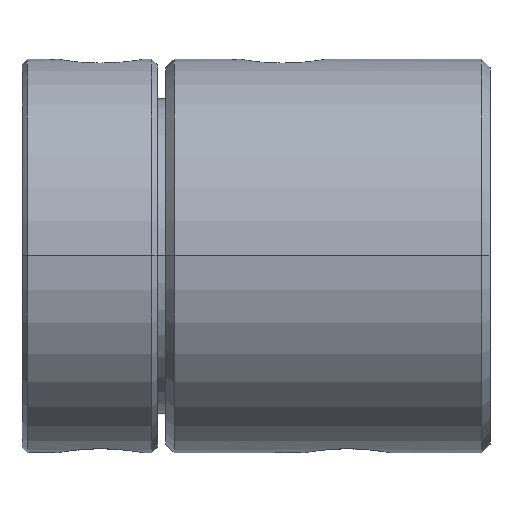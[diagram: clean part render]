
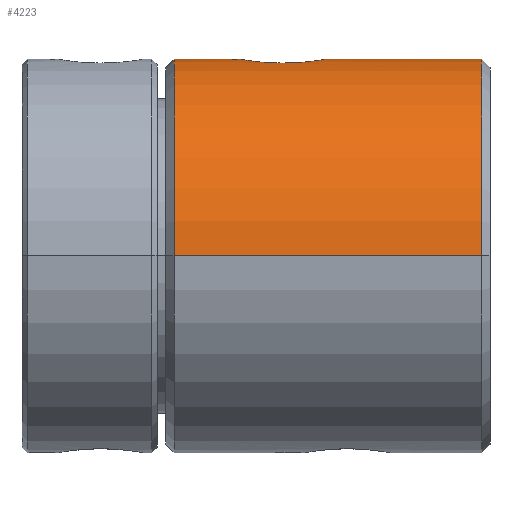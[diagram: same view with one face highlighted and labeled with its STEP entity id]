
A CAD part, top view. The second image highlights one B-rep face of the part: STEP entity #4223.
In plain terms, the highlighted cylindrical face has radius 27.775 mm (diameter 55.55 mm), a partial arc.
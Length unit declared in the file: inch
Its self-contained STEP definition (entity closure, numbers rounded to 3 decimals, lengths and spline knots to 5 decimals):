
#1056=CARTESIAN_POINT('',(2.551,0.,0.));
#1057=DIRECTION('',(-1.,0.,0.));
#1058=DIRECTION('',(0.,0.,1.));
#1059=AXIS2_PLACEMENT_3D('',#1056,#1057,#1058);
#1065=DIRECTION('',(1.,0.,0.));
#1066=VECTOR('',#1065,1.707);
#1067=CARTESIAN_POINT('',(0.844,0.,-1.0935));
#1068=LINE('',#1067,#1066);
#1069=CARTESIAN_POINT('',(1.448,1.07083,0.22152));
#1070=CARTESIAN_POINT('',(1.46611,1.07083,0.22152));
#1071=CARTESIAN_POINT('',(1.50132,1.07158,0.21794));
#1072=CARTESIAN_POINT('',(1.55232,1.07472,0.20213));
#1073=CARTESIAN_POINT('',(1.59777,1.07923,0.1769));
#1074=CARTESIAN_POINT('',(1.6356,1.08417,0.14407));
#1075=CARTESIAN_POINT('',(1.66423,1.0886,0.10593));
#1076=CARTESIAN_POINT('',(1.68319,1.09186,0.06461));
#1077=CARTESIAN_POINT('',(1.69258,1.09357,0.02172));
#1078=CARTESIAN_POINT('',(1.69259,1.09357,
-0.02166));
#1079=CARTESIAN_POINT('',(1.68321,1.09187,
-0.06457));
#1080=CARTESIAN_POINT('',(1.66425,1.08861,
-0.1059));
#1081=CARTESIAN_POINT('',(1.63561,1.08417,
-0.14405));
#1082=CARTESIAN_POINT('',(1.5978,1.07924,
-0.17688));
#1083=CARTESIAN_POINT('',(1.55235,1.07472,
-0.20212));
#1084=CARTESIAN_POINT('',(1.50135,1.07158,
-0.21794));
#1085=CARTESIAN_POINT('',(1.46613,1.07083,
-0.22152));
#1086=CARTESIAN_POINT('',(1.448,1.07083,-0.22152));
#1088=CARTESIAN_POINT('',(1.448,1.07083,-0.22152));
#1089=CARTESIAN_POINT('',(1.43004,1.07083,
-0.22152));
#1090=CARTESIAN_POINT('',(1.3949,1.07156,
-0.21805));
#1091=CARTESIAN_POINT('',(1.34253,1.0748,
-0.20175));
#1092=CARTESIAN_POINT('',(1.2965,1.07943,
-0.17573));
#1093=CARTESIAN_POINT('',(1.258,1.0845,
-0.14174));
#1094=CARTESIAN_POINT('',(1.2286,1.08913,
-0.10068));
#1095=CARTESIAN_POINT('',(1.21091,1.0922,
-0.05868));
#1096=CARTESIAN_POINT('',(1.20278,1.09369,
-0.01518));
#1097=CARTESIAN_POINT('',(1.20426,1.09341,0.02818));
#1098=CARTESIAN_POINT('',(1.21475,1.09152,0.06982));
#1099=CARTESIAN_POINT('',(1.23385,1.08826,0.10922));
#1100=CARTESIAN_POINT('',(1.26292,1.08381,0.14663));
#1101=CARTESIAN_POINT('',(1.29983,1.07906,0.17787));
#1102=CARTESIAN_POINT('',(1.34433,1.07468,0.20233));
#1103=CARTESIAN_POINT('',(1.39466,1.07158,0.21792));
#1104=CARTESIAN_POINT('',(1.42982,1.07083,0.22152));
#1105=CARTESIAN_POINT('',(1.448,1.07083,0.22152));
#1107=CARTESIAN_POINT('',(1.193,0.,0.));
#1108=DIRECTION('',(-1.,0.,0.));
#1109=DIRECTION('',(0.,0.996,0.091));
#1110=AXIS2_PLACEMENT_3D('',#1107,#1108,#1109);
#1112=DIRECTION('',(-1.,0.,0.));
#1113=VECTOR('',#1112,0.025);
#1114=CARTESIAN_POINT('',(1.193,1.08892,-0.1));
#1115=LINE('',#1114,#1113);
#1116=CARTESIAN_POINT('',(1.143,1.09124,
-0.07021));
#1117=CARTESIAN_POINT('',(1.15134,1.0906,
-0.08015));
#1118=CARTESIAN_POINT('',(1.15967,1.08983,
-0.09008));
#1119=CARTESIAN_POINT('',(1.168,1.08892,-0.1));
#1121=CARTESIAN_POINT('',(1.143,0.,0.));
#1122=DIRECTION('',(-1.,0.,0.));
#1123=DIRECTION('',(0.,0.999,-0.033));
#1124=AXIS2_PLACEMENT_3D('',#1121,#1122,#1123);
#1126=CARTESIAN_POINT('',(1.143,1.0929,
-0.03617));
#1127=CARTESIAN_POINT('',(1.15134,1.09257,
-0.0461));
#1128=CARTESIAN_POINT('',(1.15967,1.09211,
-0.05603));
#1129=CARTESIAN_POINT('',(1.168,1.09151,
-0.06596));
#1131=CARTESIAN_POINT('',(1.168,0.,0.));
#1132=DIRECTION('',(1.,0.,0.));
#1133=DIRECTION('',(0.,0.998,-0.06));
#1134=AXIS2_PLACEMENT_3D('',#1131,#1132,#1133);
#1136=DIRECTION('',(-1.,0.,0.));
#1137=VECTOR('',#1136,0.025);
#1138=CARTESIAN_POINT('',(1.193,1.08892,0.1));
#1139=LINE('',#1138,#1137);
#1140=DIRECTION('',(1.,0.,0.));
#1141=VECTOR('',#1140,1.707);
#1142=CARTESIAN_POINT('',(0.844,0.,1.0935));
#1143=LINE('',#1142,#1141);
#1340=CARTESIAN_POINT('',(0.844,0.,0.));
#1341=DIRECTION('',(1.,0.,0.));
#1342=DIRECTION('',(0.,0.,-1.));
#1343=AXIS2_PLACEMENT_3D('',#1340,#1341,#1342);
#2717=CARTESIAN_POINT('',(2.551,0.,1.0935));
#2718=CARTESIAN_POINT('',(2.551,0.,-1.0935));
#2719=VERTEX_POINT('',#2717);
#2720=VERTEX_POINT('',#2718);
#2721=CARTESIAN_POINT('',(0.844,0.,1.0935));
#2722=VERTEX_POINT('',#2721);
#2723=CARTESIAN_POINT('',(0.844,0.,-1.0935));
#2724=VERTEX_POINT('',#2723);
#2725=VERTEX_POINT('',#1088);
#2726=VERTEX_POINT('',#1105);
#2849=CARTESIAN_POINT('',(1.193,1.08892,0.1));
#2850=CARTESIAN_POINT('',(1.193,1.08892,-0.1));
#2851=VERTEX_POINT('',#2849);
#2852=VERTEX_POINT('',#2850);
#2853=CARTESIAN_POINT('',(1.168,1.08892,-0.1));
#2854=VERTEX_POINT('',#2853);
#2855=VERTEX_POINT('',#1116);
#2856=CARTESIAN_POINT('',(1.143,1.0929,
-0.03617));
#2857=VERTEX_POINT('',#2856);
#2858=VERTEX_POINT('',#1129);
#2859=CARTESIAN_POINT('',(1.168,1.08892,0.1));
#2860=VERTEX_POINT('',#2859);
#4187=CARTESIAN_POINT('',(0.,0.,0.));
#4188=DIRECTION('',(-1.,0.,0.));
#4189=DIRECTION('',(0.,0.,-1.));
#4190=AXIS2_PLACEMENT_3D('',#4187,#4188,#4189);
#4191=CYLINDRICAL_SURFACE('',#4190,1.0935);
#4192=ORIENTED_EDGE('',*,*,#4177,.F.);
#4194=ORIENTED_EDGE('',*,*,#4193,.F.);
#4196=ORIENTED_EDGE('',*,*,#4195,.F.);
#4198=ORIENTED_EDGE('',*,*,#4197,.T.);
#4199=EDGE_LOOP('',(#4192,#4194,#4196,#4198));
#4200=FACE_OUTER_BOUND('',#4199,.F.);
#4202=ORIENTED_EDGE('',*,*,#4201,.T.);
#4204=ORIENTED_EDGE('',*,*,#4203,.T.);
#4205=EDGE_LOOP('',(#4202,#4204));
#4206=FACE_BOUND('',#4205,.F.);
#4208=ORIENTED_EDGE('',*,*,#4207,.T.);
#4210=ORIENTED_EDGE('',*,*,#4209,.T.);
#4212=ORIENTED_EDGE('',*,*,#4211,.F.);
#4214=ORIENTED_EDGE('',*,*,#4213,.F.);
#4216=ORIENTED_EDGE('',*,*,#4215,.T.);
#4218=ORIENTED_EDGE('',*,*,#4217,.T.);
#4220=ORIENTED_EDGE('',*,*,#4219,.F.);
#4221=EDGE_LOOP('',(#4208,#4210,#4212,#4214,#4216,#4218,#4220));
#4222=FACE_BOUND('',#4221,.F.);
#1060=CIRCLE('',#1059,1.0935);
#1087=B_SPLINE_CURVE_WITH_KNOTS('',3,(#1069,#1070,#1071,#1072,#1073,#1074,#1075,
#1076,#1077,#1078,#1079,#1080,#1081,#1082,#1083,#1084,#1085,#1086),
.UNSPECIFIED.,.F.,.F.,(4,1,1,1,1,1,1,1,1,1,1,1,1,1,1,4),(0.,0.06667,
0.13333,0.2,0.26667,0.33333,0.4,
0.46667,0.53333,0.6,0.66667,0.73333,
0.8,0.86667,0.93333,1.),.UNSPECIFIED.);
#1106=B_SPLINE_CURVE_WITH_KNOTS('',3,(#1088,#1089,#1090,#1091,#1092,#1093,#1094,
#1095,#1096,#1097,#1098,#1099,#1100,#1101,#1102,#1103,#1104,#1105),
.UNSPECIFIED.,.F.,.F.,(4,1,1,1,1,1,1,1,1,1,1,1,1,1,1,4),(0.,0.06667,
0.13333,0.2,0.26667,0.33333,0.4,
0.46667,0.53333,0.6,0.66667,0.73333,
0.8,0.86667,0.93333,1.),.UNSPECIFIED.);
#1111=CIRCLE('',#1110,1.0935);
#1120=B_SPLINE_CURVE_WITH_KNOTS('',3,(#1116,#1117,#1118,#1119),.UNSPECIFIED.,
.F.,.F.,(4,4),(0.,1.),.UNSPECIFIED.);
#1125=CIRCLE('',#1124,1.0935);
#1130=B_SPLINE_CURVE_WITH_KNOTS('',3,(#1126,#1127,#1128,#1129),.UNSPECIFIED.,
.F.,.F.,(4,4),(0.,1.),.UNSPECIFIED.);
#1135=CIRCLE('',#1134,1.0935);
#1344=CIRCLE('',#1343,1.0935);
#4177=EDGE_CURVE('',#2719,#2720,#1060,.T.);
#4193=EDGE_CURVE('',#2722,#2719,#1143,.T.);
#4195=EDGE_CURVE('',#2724,#2722,#1344,.T.);
#4197=EDGE_CURVE('',#2724,#2720,#1068,.T.);
#4201=EDGE_CURVE('',#2726,#2725,#1087,.T.);
#4203=EDGE_CURVE('',#2725,#2726,#1106,.T.);
#4207=EDGE_CURVE('',#2851,#2852,#1111,.T.);
#4209=EDGE_CURVE('',#2852,#2854,#1115,.T.);
#4211=EDGE_CURVE('',#2855,#2854,#1120,.T.);
#4213=EDGE_CURVE('',#2857,#2855,#1125,.T.);
#4215=EDGE_CURVE('',#2857,#2858,#1130,.T.);
#4217=EDGE_CURVE('',#2858,#2860,#1135,.T.);
#4219=EDGE_CURVE('',#2851,#2860,#1139,.T.);
#4223=ADVANCED_FACE('',(#4200,#4206,#4222),#4191,.T.);
